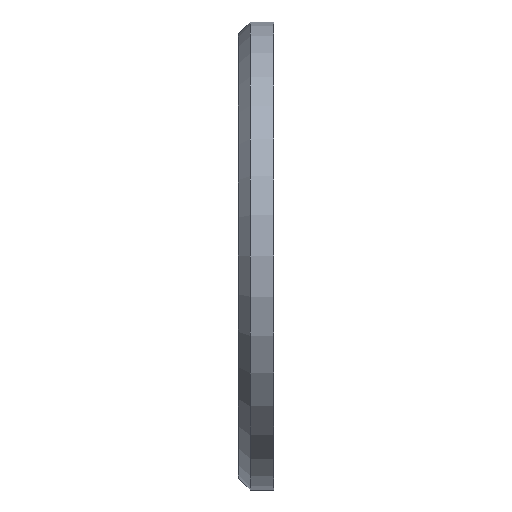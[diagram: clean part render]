
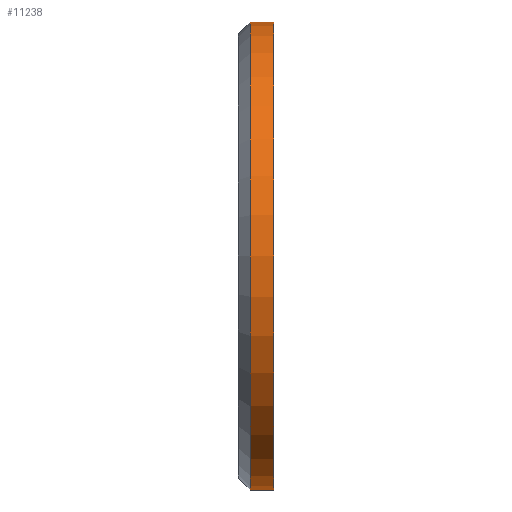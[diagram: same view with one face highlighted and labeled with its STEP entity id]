
A CAD part, left-side view. The second image highlights one B-rep face of the part: STEP entity #11238.
In plain terms, the highlighted cylindrical face has radius 20 mm (diameter 40 mm), a partial arc.
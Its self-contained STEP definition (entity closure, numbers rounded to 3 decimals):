
#103 = EDGE_LOOP ( 'NONE', ( #12596, #7168, #3464, #10841 ) ) ;
#459 = DIRECTION ( 'NONE',  ( 0., 1., 0. ) ) ;
#740 = EDGE_CURVE ( 'NONE', #4815, #4900, #11780, .T. ) ;
#2058 = CARTESIAN_POINT ( 'NONE',  ( 0., 0., -20. ) ) ;
#2276 = CARTESIAN_POINT ( 'NONE',  ( 0., 2., 20. ) ) ;
#2746 = DIRECTION ( 'NONE',  ( 0., 0., 1. ) ) ;
#2980 = DIRECTION ( 'NONE',  ( 0., 0., 1. ) ) ;
#3180 = EDGE_CURVE ( 'NONE', #4373, #10238, #14141, .T. ) ;
#3329 = LINE ( 'NONE', #7739, #4389 ) ;
#3407 = LINE ( 'NONE', #11917, #9555 ) ;
#3464 = ORIENTED_EDGE ( 'NONE', *, *, #8169, .T. ) ;
#3696 = CARTESIAN_POINT ( 'NONE',  ( 0., 3., 0. ) ) ;
#3703 = DIRECTION ( 'NONE',  ( 0., -1., 0. ) ) ;
#4373 = VERTEX_POINT ( 'NONE', #2058 ) ;
#4389 = VECTOR ( 'NONE', #3703, 1000. ) ;
#4815 = VERTEX_POINT ( 'NONE', #2276 ) ;
#4900 = VERTEX_POINT ( 'NONE', #9025 ) ;
#4946 = FACE_OUTER_BOUND ( 'NONE', #103, .T. ) ;
#5450 = CYLINDRICAL_SURFACE ( 'NONE', #10286, 20. ) ;
#5768 = AXIS2_PLACEMENT_3D ( 'NONE', #11456, #459, #2746 ) ;
#7168 = ORIENTED_EDGE ( 'NONE', *, *, #740, .T. ) ;
#7739 = CARTESIAN_POINT ( 'NONE',  ( 0., 3., -20. ) ) ;
#8093 = DIRECTION ( 'NONE',  ( 0., 0., -1. ) ) ;
#8169 = EDGE_CURVE ( 'NONE', #4900, #4373, #3329, .T. ) ;
#9025 = CARTESIAN_POINT ( 'NONE',  ( 0., 2., -20. ) ) ;
#9555 = VECTOR ( 'NONE', #12983, 1000. ) ;
#9872 = CARTESIAN_POINT ( 'NONE',  ( 0., 0., 20. ) ) ;
#10238 = VERTEX_POINT ( 'NONE', #9872 ) ;
#10286 = AXIS2_PLACEMENT_3D ( 'NONE', #3696, #10292, #8093 ) ;
#10292 = DIRECTION ( 'NONE',  ( 0., -1., 0. ) ) ;
#10841 = ORIENTED_EDGE ( 'NONE', *, *, #3180, .T. ) ;
#11238 = ADVANCED_FACE ( 'NONE', ( #4946 ), #5450, .T. ) ;
#11456 = CARTESIAN_POINT ( 'NONE',  ( 0., 0., 0. ) ) ;
#11645 = CARTESIAN_POINT ( 'NONE',  ( 0., 2., 0. ) ) ;
#11780 = CIRCLE ( 'NONE', #12173, 20. ) ;
#11917 = CARTESIAN_POINT ( 'NONE',  ( 0., 3., 20. ) ) ;
#12173 = AXIS2_PLACEMENT_3D ( 'NONE', #11645, #14001, #2980 ) ;
#12596 = ORIENTED_EDGE ( 'NONE', *, *, #13113, .F. ) ;
#12983 = DIRECTION ( 'NONE',  ( 0., -1., 0. ) ) ;
#13113 = EDGE_CURVE ( 'NONE', #4815, #10238, #3407, .T. ) ;
#14001 = DIRECTION ( 'NONE',  ( 0., -1., 0. ) ) ;
#14141 = CIRCLE ( 'NONE', #5768, 20. ) ;
